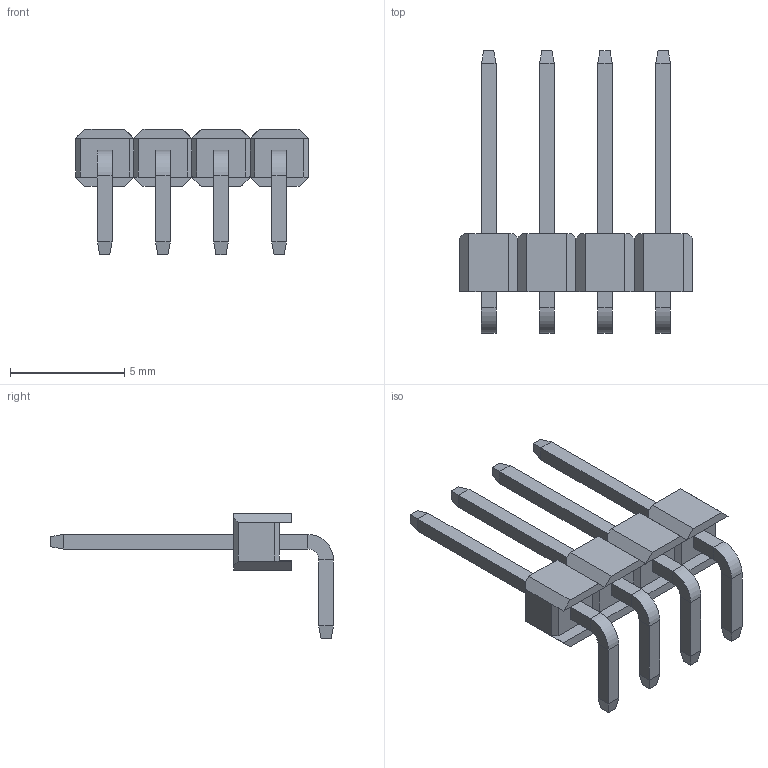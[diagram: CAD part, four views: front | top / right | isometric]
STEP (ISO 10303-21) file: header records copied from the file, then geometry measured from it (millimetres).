
FILE_DESCRIPTION(/* description */ ('STEP AP214'),/* implementation_level */ '2;1');
FILE_NAME(/* name */ '1x4 Male Pin Header Angle.stp',/* time_stamp */ '2022-08-03T17:28:17-05:00',/* author */ ('Tecneu'),/* organization */ (''),/* preprocessor_version */ 'ST-DEVELOPER v18.1',/* originating_system */ 'Autodesk Inventor 2021',/* authorisation */ '');
FILE_SCHEMA (('AUTOMOTIVE_DESIGN { 1 0 10303 214 3 1 1 }'));
Length unit declared in the file: millimetre
Products named in the file (1): 1x4 Male Pin Header Angle
Bounding box: 10.16 x 12.36 x 5.5 mm (x, y, z)
Volume: 73.7 mm3; surface area: 305.9 mm2
Topology: 5 solids, 5 shells, 192 faces, 470 edges, 288 vertices
Faces by surface type: plane 184, cylinder 8
Entity records: 5513 total; most frequent: CARTESIAN_POINT 951, ORIENTED_EDGE 940, DIRECTION 872, EDGE_CURVE 470, LINE 454, VECTOR 454, VERTEX_POINT 288, AXIS2_PLACEMENT_3D 209
